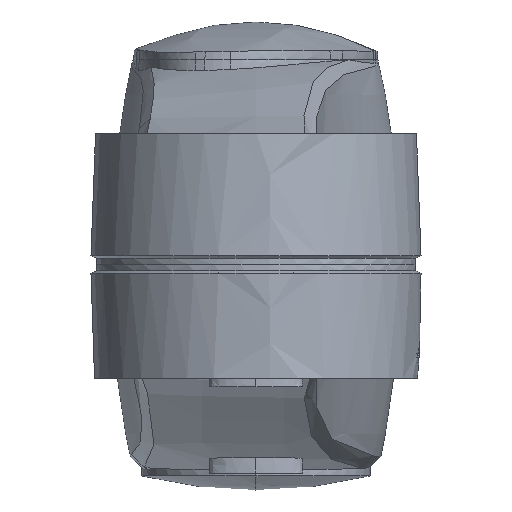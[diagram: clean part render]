
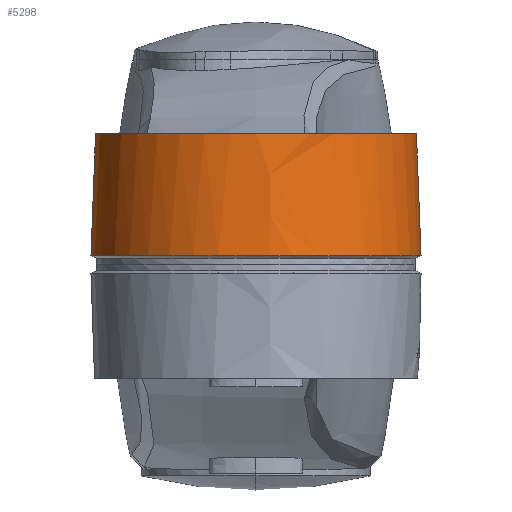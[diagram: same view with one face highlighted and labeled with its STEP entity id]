
A CAD part, left-side view. The second image highlights one B-rep face of the part: STEP entity #5298.
In plain terms, the highlighted free-form (B-spline) face has degree [3, 3] with [7, 4] control points.
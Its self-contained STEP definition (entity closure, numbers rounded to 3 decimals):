
#531=CARTESIAN_POINT('',(-455.,0.,4.627));
#532=DIRECTION('',(0.,0.,-1.));
#533=DIRECTION('',(-0.974,0.227,0.));
#534=AXIS2_PLACEMENT_3D('',#531,#532,#533);
#557=CARTESIAN_POINT('',(-455.,0.,4.63));
#558=DIRECTION('',(0.,0.,-1.));
#559=DIRECTION('',(0.259,-0.966,0.));
#560=AXIS2_PLACEMENT_3D('',#557,#558,#559);
#571=CARTESIAN_POINT('',(-455.,0.,4.621));
#572=DIRECTION('',(0.,0.,-1.));
#573=DIRECTION('',(-0.974,-0.227,0.));
#574=AXIS2_PLACEMENT_3D('',#571,#572,#573);
#576=CARTESIAN_POINT('',(-432.226,-84.991,4.614));
#577=CARTESIAN_POINT('',(-432.234,-84.905,23.126));
#578=CARTESIAN_POINT('',(-432.337,-84.213,44.761));
#579=CARTESIAN_POINT('',(-432.408,-82.774,66.372));
#580=CARTESIAN_POINT('',(-432.428,-82.553,69.499));
#582=CARTESIAN_POINT('',(-447.106,85.219,69.499));
#583=CARTESIAN_POINT('',(-447.125,85.439,66.372));
#584=CARTESIAN_POINT('',(-447.236,86.309,53.234));
#585=CARTESIAN_POINT('',(-447.295,87.291,31.612));
#586=CARTESIAN_POINT('',(-447.327,87.615,13.101));
#587=CARTESIAN_POINT('',(-447.331,87.655,4.614));
#601=CARTESIAN_POINT('',(-432.428,-82.553,69.499));
#608=CARTESIAN_POINT('',(-455.,0.,69.5));
#609=DIRECTION('',(0.,0.,1.));
#610=DIRECTION('',(0.093,0.996,0.));
#611=AXIS2_PLACEMENT_3D('',#608,#609,#610);
#3531=VERTEX_POINT('',#601);
#3532=VERTEX_POINT('',#576);
#3533=CARTESIAN_POINT('',(-447.079,85.215,69.5));
#3534=VERTEX_POINT('',#3533);
#3535=VERTEX_POINT('',#587);
#3536=CARTESIAN_POINT('',(-540.686,20.,4.627));
#3537=VERTEX_POINT('',#3536);
#3538=CARTESIAN_POINT('',(-540.686,-20.001,
4.621));
#3539=VERTEX_POINT('',#3538);
#5259=CARTESIAN_POINT('',(-440.788,86.839,3.315));
#5260=CARTESIAN_POINT('',(-440.8,86.766,25.832));
#5261=CARTESIAN_POINT('',(-440.935,85.942,48.335));
#5262=CARTESIAN_POINT('',(-441.192,84.368,70.796));
#5263=CARTESIAN_POINT('',(-502.359,96.916,3.315));
#5264=CARTESIAN_POINT('',(-502.319,96.834,25.832));
#5265=CARTESIAN_POINT('',(-501.869,95.914,48.335));
#5266=CARTESIAN_POINT('',(-501.011,94.158,70.796));
#5267=CARTESIAN_POINT('',(-548.097,54.484,3.315));
#5268=CARTESIAN_POINT('',(-548.018,54.437,25.832));
#5269=CARTESIAN_POINT('',(-547.135,53.92,48.335));
#5270=CARTESIAN_POINT('',(-545.448,52.933,70.796));
#5271=CARTESIAN_POINT('',(-542.66,-7.669,
3.315));
#5272=CARTESIAN_POINT('',(-542.585,-7.663,
25.832));
#5273=CARTESIAN_POINT('',(-541.754,-7.59,
48.335));
#5274=CARTESIAN_POINT('',(-540.166,-7.451,
70.796));
#5275=CARTESIAN_POINT('',(-537.222,-69.822,
3.315));
#5276=CARTESIAN_POINT('',(-537.152,-69.763,
25.832));
#5277=CARTESIAN_POINT('',(-536.372,-69.1,
48.335));
#5278=CARTESIAN_POINT('',(-534.883,-67.835,
70.796));
#5279=CARTESIAN_POINT('',(-484.81,-103.667,
3.315));
#5280=CARTESIAN_POINT('',(-484.785,-103.579,
25.832));
#5281=CARTESIAN_POINT('',(-484.502,-102.596,
48.335));
#5282=CARTESIAN_POINT('',(-483.962,-100.718,
70.796));
#5283=CARTESIAN_POINT('',(-425.924,-83.052,
3.315));
#5284=CARTESIAN_POINT('',(-425.949,-82.982,
25.832));
#5285=CARTESIAN_POINT('',(-426.225,-82.194,
48.335));
#5286=CARTESIAN_POINT('',(-426.751,-80.689,
70.796));
#5287=(BOUNDED_SURFACE()B_SPLINE_SURFACE(3,3,((#5259,#5260,#5261,#5262),(#5263,
#5264,#5265,#5266),(#5267,#5268,#5269,#5270),(#5271,#5272,#5273,#5274),(#5275,
#5276,#5277,#5278),(#5279,#5280,#5281,#5282),(#5283,#5284,#5285,#5286)),
.UNSPECIFIED.,.F.,.F.,.F.)B_SPLINE_SURFACE_WITH_KNOTS((4,3,4),(4,4),(0.,1.,
2.),(0.,1.),.UNSPECIFIED.)GEOMETRIC_REPRESENTATION_ITEM()RATIONAL_B_SPLINE_SURFACE(((1.24,1.239,1.239,1.24),(
0.92,0.92,0.92,0.92),(
0.92,0.92,0.92,0.92),(
1.24,1.239,1.239,1.24),(
0.92,0.92,0.92,0.92),(
0.92,0.92,0.92,0.92),(
1.24,1.239,1.239,1.24)))REPRESENTATION_ITEM('')SURFACE());
#5289=ORIENTED_EDGE('',*,*,#5288,.T.);
#5291=ORIENTED_EDGE('',*,*,#5290,.F.);
#5292=ORIENTED_EDGE('',*,*,#5217,.T.);
#5293=ORIENTED_EDGE('',*,*,#5253,.T.);
#5294=ORIENTED_EDGE('',*,*,#5124,.T.);
#5295=ORIENTED_EDGE('',*,*,#4992,.F.);
#5296=EDGE_LOOP('',(#5289,#5291,#5292,#5293,#5294,#5295));
#5297=FACE_OUTER_BOUND('',#5296,.F.);
#5298=ADVANCED_FACE('',(#5297),#5287,.T.);
#535=CIRCLE('',#534,87.989);
#561=CIRCLE('',#560,87.989);
#575=CIRCLE('',#574,87.989);
#581=B_SPLINE_CURVE_WITH_KNOTS('',3,(#576,#577,#578,#579,#580),.UNSPECIFIED.,
.F.,.F.,(4,1,4),(0.,0.855,1.),.UNSPECIFIED.);
#588=B_SPLINE_CURVE_WITH_KNOTS('',3,(#582,#583,#584,#585,#586,#587),
.UNSPECIFIED.,.F.,.F.,(4,1,1,4),(0.,0.145,0.608,1.),
.UNSPECIFIED.);
#612=CIRCLE('',#611,85.582);
#4992=EDGE_CURVE('',#3534,#3535,#588,.T.);
#5124=EDGE_CURVE('',#3537,#3535,#535,.T.);
#5217=EDGE_CURVE('',#3532,#3539,#561,.T.);
#5253=EDGE_CURVE('',#3539,#3537,#575,.T.);
#5288=EDGE_CURVE('',#3534,#3531,#612,.T.);
#5290=EDGE_CURVE('',#3532,#3531,#581,.T.);
